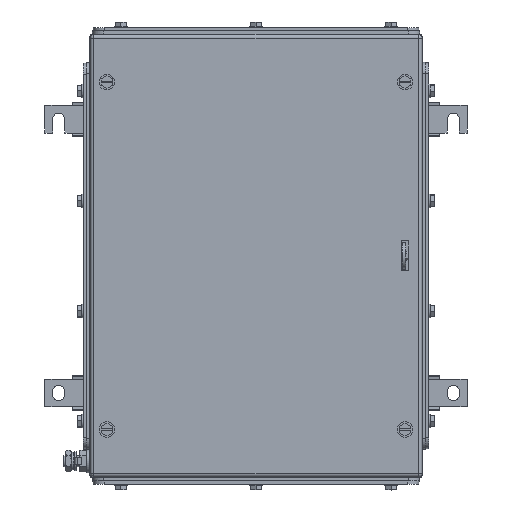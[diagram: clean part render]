
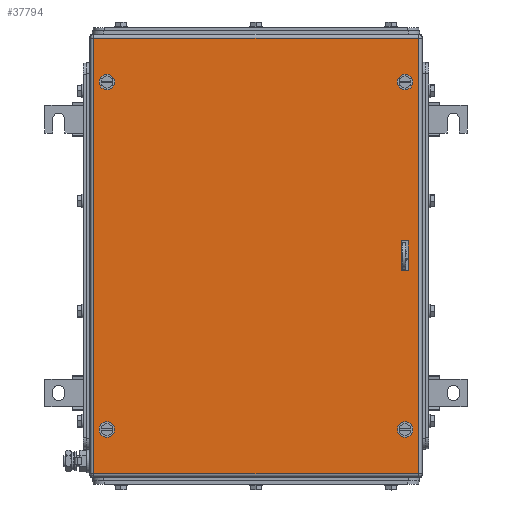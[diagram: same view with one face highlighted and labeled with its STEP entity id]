
A CAD part, top view. The second image highlights one B-rep face of the part: STEP entity #37794.
In plain terms, the highlighted planar face has unit normal (0, 0, 1).
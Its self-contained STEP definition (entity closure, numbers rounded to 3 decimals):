
#37634=AXIS2_PLACEMENT_3D('Circle Axis2P3D',#37632,#37633,$) ;
#37661=AXIS2_PLACEMENT_3D('Plane Axis2P3D',#37658,#37659,#37660) ;
#37699=AXIS2_PLACEMENT_3D('Circle Axis2P3D',#37697,#37698,$) ;
#37708=AXIS2_PLACEMENT_3D('Circle Axis2P3D',#37706,#37707,$) ;
#37717=AXIS2_PLACEMENT_3D('Circle Axis2P3D',#37715,#37716,$) ;
#37726=AXIS2_PLACEMENT_3D('Circle Axis2P3D',#37724,#37725,$) ;
#37735=AXIS2_PLACEMENT_3D('Circle Axis2P3D',#37733,#37734,$) ;
#37744=AXIS2_PLACEMENT_3D('Circle Axis2P3D',#37742,#37743,$) ;
#37753=AXIS2_PLACEMENT_3D('Circle Axis2P3D',#37751,#37752,$) ;
#37629=CARTESIAN_POINT('Vertex',(59.5,367.75,153.5)) ;
#37632=CARTESIAN_POINT('Axis2P3D Location',(56.,367.75,153.5)) ;
#37636=CARTESIAN_POINT('Vertex',(52.5,367.75,153.5)) ;
#37658=CARTESIAN_POINT('Axis2P3D Location',(190.5,211.,153.5)) ;
#37663=CARTESIAN_POINT('Line Origine',(190.5,407.5,153.5)) ;
#37667=CARTESIAN_POINT('Vertex',(337.,407.5,153.5)) ;
#37669=CARTESIAN_POINT('Vertex',(44.,407.5,153.5)) ;
#37672=CARTESIAN_POINT('Line Origine',(44.,211.,153.5)) ;
#37676=CARTESIAN_POINT('Vertex',(44.,14.5,153.5)) ;
#37679=CARTESIAN_POINT('Line Origine',(190.5,14.5,153.5)) ;
#37683=CARTESIAN_POINT('Vertex',(337.,14.5,153.5)) ;
#37686=CARTESIAN_POINT('Line Origine',(337.,211.,153.5)) ;
#37697=CARTESIAN_POINT('Axis2P3D Location',(56.,367.75,153.5)) ;
#37706=CARTESIAN_POINT('Axis2P3D Location',(56.,54.25,153.5)) ;
#37710=CARTESIAN_POINT('Vertex',(52.5,54.25,153.5)) ;
#37712=CARTESIAN_POINT('Vertex',(59.5,54.25,153.5)) ;
#37715=CARTESIAN_POINT('Axis2P3D Location',(56.,54.25,153.5)) ;
#37724=CARTESIAN_POINT('Axis2P3D Location',(325.,54.25,153.5)) ;
#37728=CARTESIAN_POINT('Vertex',(328.5,54.25,153.5)) ;
#37730=CARTESIAN_POINT('Vertex',(321.5,54.25,153.5)) ;
#37733=CARTESIAN_POINT('Axis2P3D Location',(325.,54.25,153.5)) ;
#37742=CARTESIAN_POINT('Axis2P3D Location',(325.,367.75,153.5)) ;
#37746=CARTESIAN_POINT('Vertex',(328.5,367.75,153.5)) ;
#37748=CARTESIAN_POINT('Vertex',(321.5,367.75,153.5)) ;
#37751=CARTESIAN_POINT('Axis2P3D Location',(325.,367.75,153.5)) ;
#37760=CARTESIAN_POINT('Line Origine',(324.75,197.5,153.5)) ;
#37764=CARTESIAN_POINT('Vertex',(328.,197.5,153.5)) ;
#37766=CARTESIAN_POINT('Vertex',(321.5,197.5,153.5)) ;
#37769=CARTESIAN_POINT('Line Origine',(321.5,211.,153.5)) ;
#37773=CARTESIAN_POINT('Vertex',(321.5,224.5,153.5)) ;
#37776=CARTESIAN_POINT('Line Origine',(324.75,224.5,153.5)) ;
#37780=CARTESIAN_POINT('Vertex',(328.,224.5,153.5)) ;
#37783=CARTESIAN_POINT('Line Origine',(328.,211.,153.5)) ;
#37633=DIRECTION('Axis2P3D Direction',(0.,0.,1.)) ;
#37659=DIRECTION('Axis2P3D Direction',(0.,0.,1.)) ;
#37660=DIRECTION('Axis2P3D XDirection',(1.,0.,0.)) ;
#37664=DIRECTION('Vector Direction',(1.,0.,0.)) ;
#37673=DIRECTION('Vector Direction',(0.,-1.,0.)) ;
#37680=DIRECTION('Vector Direction',(1.,0.,0.)) ;
#37687=DIRECTION('Vector Direction',(0.,1.,0.)) ;
#37698=DIRECTION('Axis2P3D Direction',(0.,0.,1.)) ;
#37707=DIRECTION('Axis2P3D Direction',(0.,0.,1.)) ;
#37716=DIRECTION('Axis2P3D Direction',(0.,0.,1.)) ;
#37725=DIRECTION('Axis2P3D Direction',(0.,0.,1.)) ;
#37734=DIRECTION('Axis2P3D Direction',(0.,0.,1.)) ;
#37743=DIRECTION('Axis2P3D Direction',(0.,0.,1.)) ;
#37752=DIRECTION('Axis2P3D Direction',(0.,0.,1.)) ;
#37761=DIRECTION('Vector Direction',(-1.,0.,0.)) ;
#37770=DIRECTION('Vector Direction',(0.,1.,0.)) ;
#37777=DIRECTION('Vector Direction',(1.,0.,0.)) ;
#37784=DIRECTION('Vector Direction',(0.,-1.,0.)) ;
#37665=VECTOR('Line Direction',#37664,1.) ;
#37674=VECTOR('Line Direction',#37673,1.) ;
#37681=VECTOR('Line Direction',#37680,1.) ;
#37688=VECTOR('Line Direction',#37687,1.) ;
#37762=VECTOR('Line Direction',#37761,1.) ;
#37771=VECTOR('Line Direction',#37770,1.) ;
#37778=VECTOR('Line Direction',#37777,1.) ;
#37785=VECTOR('Line Direction',#37784,1.) ;
#37692=ORIENTED_EDGE('',*,*,#37671,.T.) ;
#37693=ORIENTED_EDGE('',*,*,#37678,.T.) ;
#37694=ORIENTED_EDGE('',*,*,#37685,.T.) ;
#37695=ORIENTED_EDGE('',*,*,#37690,.T.) ;
#37703=ORIENTED_EDGE('',*,*,#37701,.F.) ;
#37704=ORIENTED_EDGE('',*,*,#37638,.F.) ;
#37721=ORIENTED_EDGE('',*,*,#37714,.F.) ;
#37722=ORIENTED_EDGE('',*,*,#37719,.F.) ;
#37739=ORIENTED_EDGE('',*,*,#37732,.F.) ;
#37740=ORIENTED_EDGE('',*,*,#37737,.F.) ;
#37757=ORIENTED_EDGE('',*,*,#37750,.F.) ;
#37758=ORIENTED_EDGE('',*,*,#37755,.F.) ;
#37789=ORIENTED_EDGE('',*,*,#37768,.T.) ;
#37790=ORIENTED_EDGE('',*,*,#37775,.T.) ;
#37791=ORIENTED_EDGE('',*,*,#37782,.T.) ;
#37792=ORIENTED_EDGE('',*,*,#37787,.T.) ;
#37705=FACE_BOUND('',#37702,.T.) ;
#37723=FACE_BOUND('',#37720,.T.) ;
#37741=FACE_BOUND('',#37738,.T.) ;
#37759=FACE_BOUND('',#37756,.T.) ;
#37793=FACE_BOUND('',#37788,.T.) ;
#37794=ADVANCED_FACE('ZUB_KTB_MH_403015_4GP_AllCATPart.1\\ZUB_DE_KTB_MH_458x382.1\\DE_KTB_MH_PART_MASTER.1\\Koerper.2',(#37696,#37705,#37723,#37741,#37759,#37793),#37662,.T.) ;
#37635=CIRCLE('generated circle',#37634,3.5) ;
#37700=CIRCLE('generated circle',#37699,3.5) ;
#37709=CIRCLE('generated circle',#37708,3.5) ;
#37718=CIRCLE('generated circle',#37717,3.5) ;
#37727=CIRCLE('generated circle',#37726,3.5) ;
#37736=CIRCLE('generated circle',#37735,3.5) ;
#37745=CIRCLE('generated circle',#37744,3.5) ;
#37754=CIRCLE('generated circle',#37753,3.5) ;
#37638=EDGE_CURVE('',#37630,#37637,#37635,.T.) ;
#37671=EDGE_CURVE('',#37668,#37670,#37666,.F.) ;
#37678=EDGE_CURVE('',#37670,#37677,#37675,.T.) ;
#37685=EDGE_CURVE('',#37677,#37684,#37682,.T.) ;
#37690=EDGE_CURVE('',#37684,#37668,#37689,.T.) ;
#37701=EDGE_CURVE('',#37637,#37630,#37700,.T.) ;
#37714=EDGE_CURVE('',#37711,#37713,#37709,.T.) ;
#37719=EDGE_CURVE('',#37713,#37711,#37718,.T.) ;
#37732=EDGE_CURVE('',#37729,#37731,#37727,.T.) ;
#37737=EDGE_CURVE('',#37731,#37729,#37736,.T.) ;
#37750=EDGE_CURVE('',#37747,#37749,#37745,.T.) ;
#37755=EDGE_CURVE('',#37749,#37747,#37754,.T.) ;
#37768=EDGE_CURVE('',#37765,#37767,#37763,.T.) ;
#37775=EDGE_CURVE('',#37767,#37774,#37772,.T.) ;
#37782=EDGE_CURVE('',#37774,#37781,#37779,.T.) ;
#37787=EDGE_CURVE('',#37781,#37765,#37786,.T.) ;
#37691=EDGE_LOOP('',(#37692,#37693,#37694,#37695)) ;
#37702=EDGE_LOOP('',(#37703,#37704)) ;
#37720=EDGE_LOOP('',(#37721,#37722)) ;
#37738=EDGE_LOOP('',(#37739,#37740)) ;
#37756=EDGE_LOOP('',(#37757,#37758)) ;
#37788=EDGE_LOOP('',(#37789,#37790,#37791,#37792)) ;
#37696=FACE_OUTER_BOUND('',#37691,.T.) ;
#37666=LINE('Line',#37663,#37665) ;
#37675=LINE('Line',#37672,#37674) ;
#37682=LINE('Line',#37679,#37681) ;
#37689=LINE('Line',#37686,#37688) ;
#37763=LINE('Line',#37760,#37762) ;
#37772=LINE('Line',#37769,#37771) ;
#37779=LINE('Line',#37776,#37778) ;
#37786=LINE('Line',#37783,#37785) ;
#37662=PLANE('',#37661) ;
#37630=VERTEX_POINT('',#37629) ;
#37637=VERTEX_POINT('',#37636) ;
#37668=VERTEX_POINT('',#37667) ;
#37670=VERTEX_POINT('',#37669) ;
#37677=VERTEX_POINT('',#37676) ;
#37684=VERTEX_POINT('',#37683) ;
#37711=VERTEX_POINT('',#37710) ;
#37713=VERTEX_POINT('',#37712) ;
#37729=VERTEX_POINT('',#37728) ;
#37731=VERTEX_POINT('',#37730) ;
#37747=VERTEX_POINT('',#37746) ;
#37749=VERTEX_POINT('',#37748) ;
#37765=VERTEX_POINT('',#37764) ;
#37767=VERTEX_POINT('',#37766) ;
#37774=VERTEX_POINT('',#37773) ;
#37781=VERTEX_POINT('',#37780) ;
